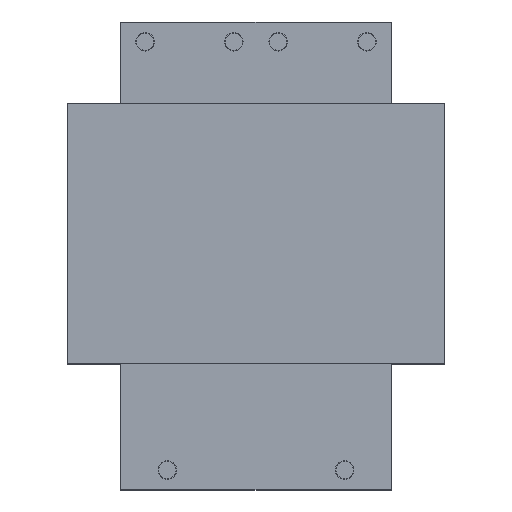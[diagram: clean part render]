
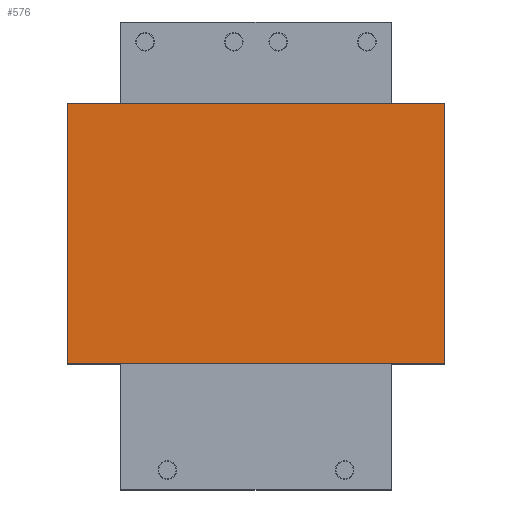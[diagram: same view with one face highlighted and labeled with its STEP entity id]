
A CAD part, top view. The second image highlights one B-rep face of the part: STEP entity #576.
In plain terms, the highlighted planar face has unit normal (0, 0, 1).
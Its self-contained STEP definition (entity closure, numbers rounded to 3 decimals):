
#230 = EDGE_CURVE('',#231,#233,#235,.T.);
#231 = VERTEX_POINT('',#232);
#232 = CARTESIAN_POINT('',(-16.2,11.178,12.643));
#233 = VERTEX_POINT('',#234);
#234 = CARTESIAN_POINT('',(16.2,11.178,12.643));
#235 = LINE('',#236,#237);
#236 = CARTESIAN_POINT('',(0.,11.178,
    12.643));
#237 = VECTOR('',#238,1.);
#238 = DIRECTION('',(1.,0.,0.));
#389 = VERTEX_POINT('',#390);
#390 = CARTESIAN_POINT('',(16.2,-11.222,12.643));
#396 = EDGE_CURVE('',#389,#397,#399,.T.);
#397 = VERTEX_POINT('',#398);
#398 = CARTESIAN_POINT('',(-16.2,-11.222,12.643));
#399 = LINE('',#400,#401);
#400 = CARTESIAN_POINT('',(0.,-11.222,
    12.643));
#401 = VECTOR('',#402,1.);
#402 = DIRECTION('',(-1.,0.,0.));
#576 = ADVANCED_FACE('',(#577),#593,.F.);
#577 = FACE_BOUND('',#578,.T.);
#578 = EDGE_LOOP('',(#579,#585,#586,#592));
#579 = ORIENTED_EDGE('',*,*,#580,.F.);
#580 = EDGE_CURVE('',#397,#231,#581,.T.);
#581 = LINE('',#582,#583);
#582 = CARTESIAN_POINT('',(-16.2,-0.022,12.643));
#583 = VECTOR('',#584,1.);
#584 = DIRECTION('',(0.,1.,0.));
#585 = ORIENTED_EDGE('',*,*,#396,.F.);
#586 = ORIENTED_EDGE('',*,*,#587,.F.);
#587 = EDGE_CURVE('',#233,#389,#588,.T.);
#588 = LINE('',#589,#590);
#589 = CARTESIAN_POINT('',(16.2,-0.022,12.643));
#590 = VECTOR('',#591,1.);
#591 = DIRECTION('',(0.,-1.,0.));
#592 = ORIENTED_EDGE('',*,*,#230,.F.);
#593 = PLANE('',#594);
#594 = AXIS2_PLACEMENT_3D('',#595,#596,#597);
#595 = CARTESIAN_POINT('',(0.,-0.022,
    12.643));
#596 = DIRECTION('',(0.,0.,-1.));
#597 = DIRECTION('',(0.,-1.,0.));
